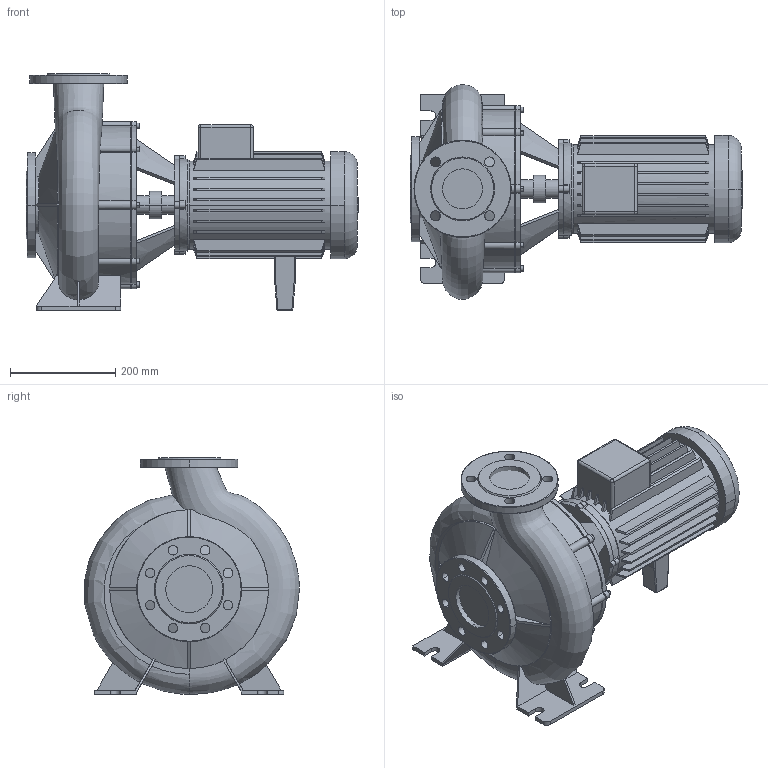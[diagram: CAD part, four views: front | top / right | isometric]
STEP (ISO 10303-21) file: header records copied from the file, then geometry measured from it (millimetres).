
FILE_DESCRIPTION((''),'2;1');
FILE_NAME('3d_BM65_250-5_5_4-2096597.stp','2011-01-26T14:45:47',(''),(''),'Mechanical Desktop 2008','Mechanical Desktop 2008',', , ');
FILE_SCHEMA(('CONFIG_CONTROL_DESIGN'));
Length unit declared in the file: millimetre
Products named in the file (1): Product
Bounding box: 631.5 x 408.84 x 450 mm (x, y, z)
Volume: 27125837.5 mm3; surface area: 1426749.4 mm2
Topology: 11 solids, 11 shells, 640 faces, 1643 edges, 1059 vertices
Faces by surface type: plane 288, cylinder 149, bspline 143, cone 46, sphere 8, torus 6
Entity records: 28714 total; most frequent: CARTESIAN_POINT 13747, ORIENTED_EDGE 3270, DIRECTION 2850, EDGE_CURVE 1635, VERTEX_POINT 1059, AXIS2_PLACEMENT_3D 979, VECTOR 892, LINE 892
